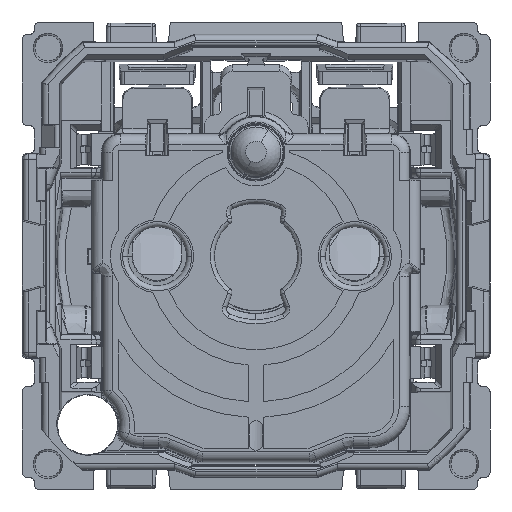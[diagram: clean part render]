
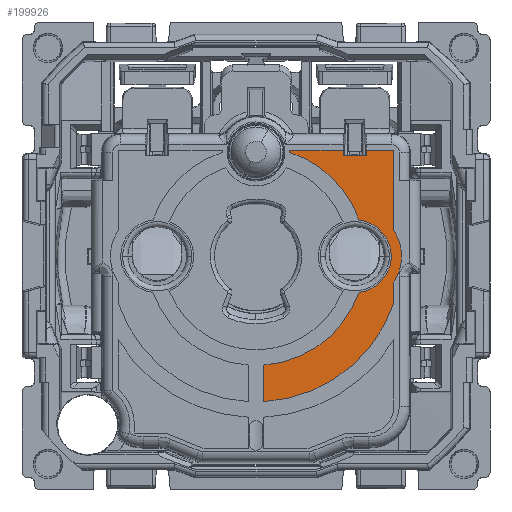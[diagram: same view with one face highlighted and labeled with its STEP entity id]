
A CAD part, top view. The second image highlights one B-rep face of the part: STEP entity #199926.
In plain terms, the highlighted planar face has unit normal (0, 0, 1).
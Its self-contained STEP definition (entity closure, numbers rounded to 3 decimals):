
#199036=AXIS2_PLACEMENT_3D('Plane Axis2P3D',#199033,#199034,#199035) ;
#199832=AXIS2_PLACEMENT_3D('Circle Axis2P3D',#199830,#199831,$) ;
#199839=AXIS2_PLACEMENT_3D('Circle Axis2P3D',#199837,#199838,$) ;
#199846=AXIS2_PLACEMENT_3D('Circle Axis2P3D',#199844,#199845,$) ;
#199853=AXIS2_PLACEMENT_3D('Circle Axis2P3D',#199851,#199852,$) ;
#199867=AXIS2_PLACEMENT_3D('Circle Axis2P3D',#199865,#199866,$) ;
#199881=AXIS2_PLACEMENT_3D('Circle Axis2P3D',#199879,#199880,$) ;
#199033=CARTESIAN_POINT('Axis2P3D Location',(0.,0.,-9.96)) ;
#199582=CARTESIAN_POINT('Vertex',(10.616,9.647,-9.96)) ;
#199597=CARTESIAN_POINT('Vertex',(8.384,9.647,-9.96)) ;
#199600=CARTESIAN_POINT('Line Origine',(0.,9.647,-9.96)) ;
#199821=CARTESIAN_POINT('Line Origine',(5.814,10.2,-9.96)) ;
#199825=CARTESIAN_POINT('Vertex',(8.384,10.2,-9.96)) ;
#199827=CARTESIAN_POINT('Vertex',(3.244,10.2,-9.96)) ;
#199830=CARTESIAN_POINT('Axis2P3D Location',(0.,10.,-9.96)) ;
#199834=CARTESIAN_POINT('Vertex',(3.25,9.984,-9.96)) ;
#199837=CARTESIAN_POINT('Axis2P3D Location',(0.,0.,-9.96)) ;
#199841=CARTESIAN_POINT('Vertex',(9.908,3.476,-9.96)) ;
#199844=CARTESIAN_POINT('Axis2P3D Location',(9.5,0.,-9.96)) ;
#199848=CARTESIAN_POINT('Vertex',(9.908,-3.476,-9.96)) ;
#199851=CARTESIAN_POINT('Axis2P3D Location',(0.,0.,-9.96)) ;
#199855=CARTESIAN_POINT('Vertex',(0.75,-10.473,-9.96)) ;
#199858=CARTESIAN_POINT('Line Origine',(0.75,-12.227,-9.96)) ;
#199862=CARTESIAN_POINT('Vertex',(0.75,-13.98,-9.96)) ;
#199865=CARTESIAN_POINT('Axis2P3D Location',(0.,0.,-9.96)) ;
#199869=CARTESIAN_POINT('Vertex',(13.25,-4.521,-9.96)) ;
#199872=CARTESIAN_POINT('Line Origine',(13.25,-3.504,-9.96)) ;
#199876=CARTESIAN_POINT('Vertex',(13.25,-2.487,-9.96)) ;
#199879=CARTESIAN_POINT('Axis2P3D Location',(9.5,0.,-9.96)) ;
#199883=CARTESIAN_POINT('Vertex',(13.25,2.487,-9.96)) ;
#199886=CARTESIAN_POINT('Line Origine',(13.25,6.344,-9.96)) ;
#199890=CARTESIAN_POINT('Vertex',(13.25,10.2,-9.96)) ;
#199893=CARTESIAN_POINT('Line Origine',(11.933,10.2,-9.96)) ;
#199897=CARTESIAN_POINT('Vertex',(10.616,10.2,-9.96)) ;
#199900=CARTESIAN_POINT('Line Origine',(10.616,9.923,-9.96)) ;
#199905=CARTESIAN_POINT('Line Origine',(8.384,9.923,-9.96)) ;
#199034=DIRECTION('Axis2P3D Direction',(0.,0.,1.)) ;
#199035=DIRECTION('Axis2P3D XDirection',(1.,0.,0.)) ;
#199601=DIRECTION('Vector Direction',(-1.,0.,0.)) ;
#199822=DIRECTION('Vector Direction',(1.,0.,0.)) ;
#199831=DIRECTION('Axis2P3D Direction',(0.,0.,1.)) ;
#199838=DIRECTION('Axis2P3D Direction',(0.,0.,1.)) ;
#199845=DIRECTION('Axis2P3D Direction',(0.,0.,1.)) ;
#199852=DIRECTION('Axis2P3D Direction',(0.,0.,1.)) ;
#199859=DIRECTION('Vector Direction',(0.,-1.,0.)) ;
#199866=DIRECTION('Axis2P3D Direction',(0.,0.,1.)) ;
#199873=DIRECTION('Vector Direction',(0.,1.,0.)) ;
#199880=DIRECTION('Axis2P3D Direction',(0.,0.,1.)) ;
#199887=DIRECTION('Vector Direction',(0.,1.,0.)) ;
#199894=DIRECTION('Vector Direction',(1.,0.,0.)) ;
#199901=DIRECTION('Vector Direction',(0.,-1.,0.)) ;
#199906=DIRECTION('Vector Direction',(0.,-1.,0.)) ;
#199602=VECTOR('Line Direction',#199601,1.) ;
#199823=VECTOR('Line Direction',#199822,1.) ;
#199860=VECTOR('Line Direction',#199859,1.) ;
#199874=VECTOR('Line Direction',#199873,1.) ;
#199888=VECTOR('Line Direction',#199887,1.) ;
#199895=VECTOR('Line Direction',#199894,1.) ;
#199902=VECTOR('Line Direction',#199901,1.) ;
#199907=VECTOR('Line Direction',#199906,1.) ;
#199911=ORIENTED_EDGE('',*,*,#199829,.T.) ;
#199912=ORIENTED_EDGE('',*,*,#199836,.T.) ;
#199913=ORIENTED_EDGE('',*,*,#199843,.T.) ;
#199914=ORIENTED_EDGE('',*,*,#199850,.T.) ;
#199915=ORIENTED_EDGE('',*,*,#199857,.T.) ;
#199916=ORIENTED_EDGE('',*,*,#199864,.T.) ;
#199917=ORIENTED_EDGE('',*,*,#199871,.T.) ;
#199918=ORIENTED_EDGE('',*,*,#199878,.T.) ;
#199919=ORIENTED_EDGE('',*,*,#199885,.T.) ;
#199920=ORIENTED_EDGE('',*,*,#199892,.T.) ;
#199921=ORIENTED_EDGE('',*,*,#199899,.T.) ;
#199922=ORIENTED_EDGE('',*,*,#199904,.T.) ;
#199923=ORIENTED_EDGE('',*,*,#199604,.T.) ;
#199924=ORIENTED_EDGE('',*,*,#199909,.F.) ;
#199926=ADVANCED_FACE('EB00514_A.1\\Corps principal',(#199925),#199037,.T.) ;
#199833=CIRCLE('generated circle',#199832,3.25) ;
#199840=CIRCLE('generated circle',#199839,10.5) ;
#199847=CIRCLE('generated circle',#199846,3.5) ;
#199854=CIRCLE('generated circle',#199853,10.5) ;
#199868=CIRCLE('generated circle',#199867,14.) ;
#199882=CIRCLE('generated circle',#199881,4.5) ;
#199604=EDGE_CURVE('',#199583,#199598,#199603,.T.) ;
#199829=EDGE_CURVE('',#199826,#199828,#199824,.F.) ;
#199836=EDGE_CURVE('',#199828,#199835,#199833,.F.) ;
#199843=EDGE_CURVE('',#199835,#199842,#199840,.F.) ;
#199850=EDGE_CURVE('',#199842,#199849,#199847,.F.) ;
#199857=EDGE_CURVE('',#199849,#199856,#199854,.F.) ;
#199864=EDGE_CURVE('',#199856,#199863,#199861,.T.) ;
#199871=EDGE_CURVE('',#199863,#199870,#199868,.T.) ;
#199878=EDGE_CURVE('',#199870,#199877,#199875,.T.) ;
#199885=EDGE_CURVE('',#199877,#199884,#199882,.T.) ;
#199892=EDGE_CURVE('',#199884,#199891,#199889,.T.) ;
#199899=EDGE_CURVE('',#199891,#199898,#199896,.F.) ;
#199904=EDGE_CURVE('',#199898,#199583,#199903,.T.) ;
#199909=EDGE_CURVE('',#199826,#199598,#199908,.T.) ;
#199910=EDGE_LOOP('',(#199911,#199912,#199913,#199914,#199915,#199916,#199917,#199918,#199919,#199920,#199921,#199922,#199923,#199924)) ;
#199925=FACE_OUTER_BOUND('',#199910,.T.) ;
#199603=LINE('Line',#199600,#199602) ;
#199824=LINE('Line',#199821,#199823) ;
#199861=LINE('Line',#199858,#199860) ;
#199875=LINE('Line',#199872,#199874) ;
#199889=LINE('Line',#199886,#199888) ;
#199896=LINE('Line',#199893,#199895) ;
#199903=LINE('Line',#199900,#199902) ;
#199908=LINE('Line',#199905,#199907) ;
#199037=PLANE('',#199036) ;
#199583=VERTEX_POINT('',#199582) ;
#199598=VERTEX_POINT('',#199597) ;
#199826=VERTEX_POINT('',#199825) ;
#199828=VERTEX_POINT('',#199827) ;
#199835=VERTEX_POINT('',#199834) ;
#199842=VERTEX_POINT('',#199841) ;
#199849=VERTEX_POINT('',#199848) ;
#199856=VERTEX_POINT('',#199855) ;
#199863=VERTEX_POINT('',#199862) ;
#199870=VERTEX_POINT('',#199869) ;
#199877=VERTEX_POINT('',#199876) ;
#199884=VERTEX_POINT('',#199883) ;
#199891=VERTEX_POINT('',#199890) ;
#199898=VERTEX_POINT('',#199897) ;
